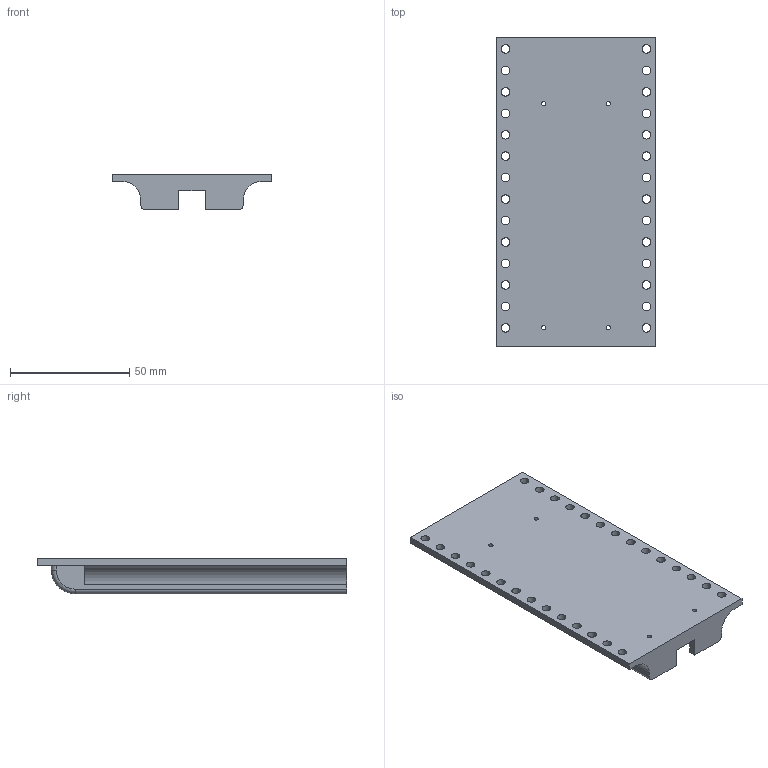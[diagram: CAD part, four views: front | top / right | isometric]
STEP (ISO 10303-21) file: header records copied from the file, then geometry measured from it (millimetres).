
FILE_DESCRIPTION(('FreeCAD Model'),'2;1');
FILE_NAME('Open CASCADE Shape Model','2024-01-07T09:02:27',(''),(''), 'Open CASCADE STEP processor 7.6','FreeCAD','Unknown');
FILE_SCHEMA(('AUTOMOTIVE_DESIGN { 1 0 10303 214 1 1 1 1 }'));
Length unit declared in the file: millimetre
Products named in the file (1): housing
Bounding box: 67 x 130 x 15 mm (x, y, z)
Volume: 42864.3 mm3; surface area: 25361.8 mm2
Topology: 1 solids, 1 shells, 81 faces, 305 edges, 202 vertices
Faces by surface type: cylinder 41, plane 38, torus 2
Full cylindrical faces by diameter (mm): 1.8 x4, 3.6 x28
Entity records: 9023 total; most frequent: CARTESIAN_POINT 3125, DIRECTION 1052, LINE 621, VECTOR 621, ORIENTED_EDGE 610, PCURVE 610, DEFINITIONAL_REPRESENTATION 610, EDGE_CURVE 305
